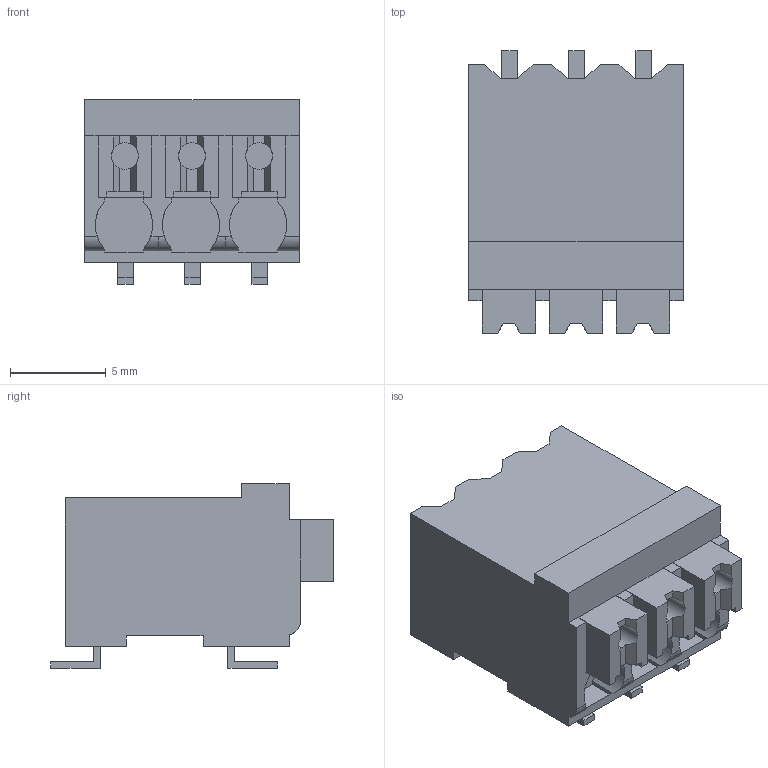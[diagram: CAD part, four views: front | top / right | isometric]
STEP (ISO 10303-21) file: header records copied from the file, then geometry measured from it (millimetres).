
FILE_DESCRIPTION(('CATIA V5 STEP Exchange','CAx-IF Rec.Pracs.--- Model Styling and Organization---1.2---2011-12-15'),'2;1');
FILE_NAME ('D1451769_0_1412420000_1412420000.stp','2018-03-24T15:54:55+00:00',('none'),('Weidmueller'),'CATIA Version 5-6 Release 2014','CATIA V5 STEP AP214','none');
FILE_SCHEMA(('AUTOMOTIVE_DESIGN { 1 0 10303 214 1 1 1 1 }'));
Length unit declared in the file: millimetre
Products named in the file (1): 1412420000
Bounding box: 11.2 x 14.75 x 9.65 mm (x, y, z)
Volume: 912.4 mm3; surface area: 1093.7 mm2
Topology: 10 solids, 10 shells, 228 faces, 627 edges, 416 vertices
Faces by surface type: plane 210, cylinder 18
Entity records: 6763 total; most frequent: CARTESIAN_POINT 1343, ORIENTED_EDGE 1254, DIRECTION 868, EDGE_CURVE 627, VECTOR 563, LINE 563, VERTEX_POINT 416, EDGE_LOOP 231
